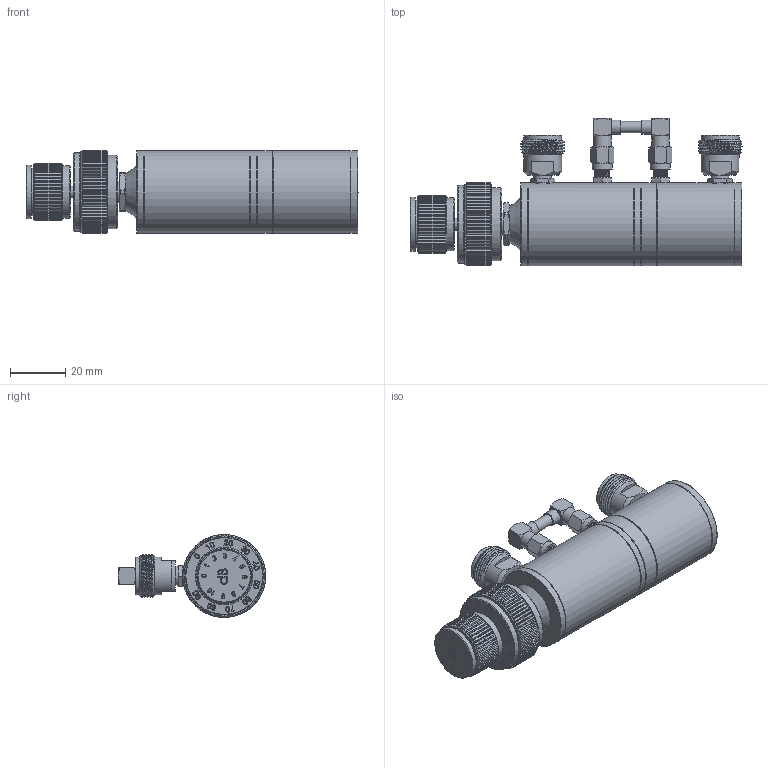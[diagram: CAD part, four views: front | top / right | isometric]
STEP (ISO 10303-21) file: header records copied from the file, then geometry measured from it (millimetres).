
FILE_DESCRIPTION (( 'STEP AP203' ), '1' );
FILE_NAME ('PE70A1033_3D.step', '2022-04-14T21:20:25', ( '' ), ( '' ), 'SwSTEP 2.0', 'SolidWorks 2021', '' );
FILE_SCHEMA (( 'CONFIG_CONTROL_DESIGN' ));
Length unit declared in the file: inch
Products named in the file (1): PE70A1033_3D
Bounding box: 120 x 53.3 x 30 mm (x, y, z)
Volume: 78481.1 mm3; surface area: 19267.2 mm2
Topology: 2 solids, 4 shells, 1454 faces, 3409 edges, 2071 vertices
Faces by surface type: plane 561, cone 377, bspline 315, cylinder 199, torus 2
Full cylindrical faces by diameter (mm): 1.016 x2, 1.27 x2, 2.286 x2, 4.064 x1, 4.227 x2, 4.334 x1, 5.08 x2, 6.35 x4, 6.858 x2, 7.29 x2, 8.255 x1, 8.382 x2, 13.716 x4, 17.213 x1, 19.008 x1, 19.442 x1, 25.51 x1, 26.527 x1, 28.234 x1, 29.05 x3, 29.854 x2, 29.967 x4, 30 x2
Entity records: 67468 total; most frequent: CARTESIAN_POINT 38014, ORIENTED_EDGE 6658, DIRECTION 4903, EDGE_CURVE 3329, VERTEX_POINT 2052, AXIS2_PLACEMENT_3D 1892, EDGE_LOOP 1619, FACE_OUTER_BOUND 1498
